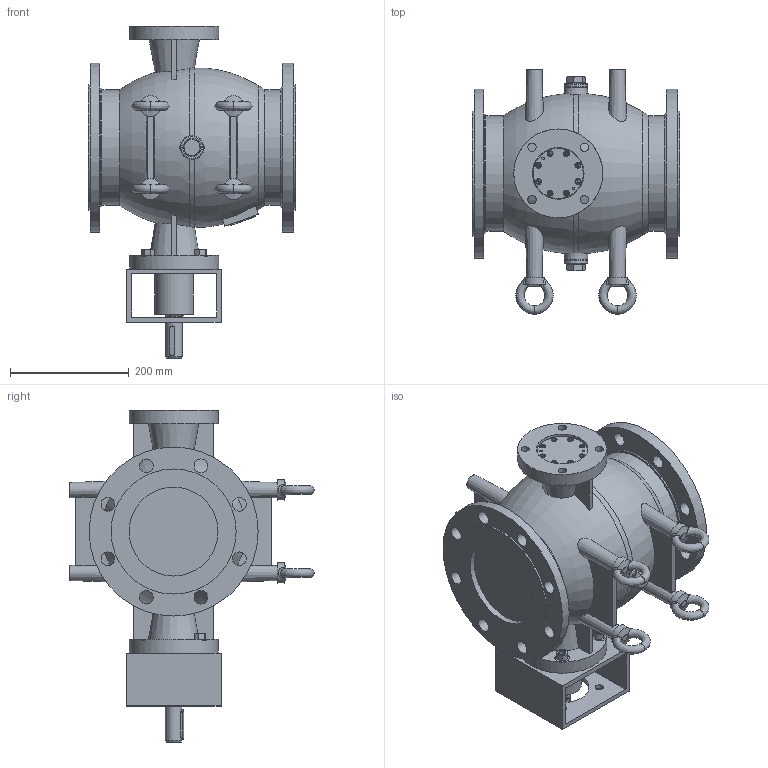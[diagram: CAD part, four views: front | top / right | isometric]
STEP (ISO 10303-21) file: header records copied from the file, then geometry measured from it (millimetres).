
FILE_DESCRIPTION (( 'STEP AP214' ), '1' );
FILE_NAME ('6 DN 150 PN16 PLUNGER.STEP', '2026-04-03T13:09:12', ( '' ), ( '' ), 'SwSTEP 2.0', 'SolidWorks 2025', '' );
FILE_SCHEMA (( 'AUTOMOTIVE_DESIGN' ));
Length unit declared in the file: millimetre
Products named in the file (14): 6 DN 150 PN16 Bottom Cap; 6 DN 150 PN16 Stem Mach; B3.19.12.02; B18.3.1M - 5 x 0.8 x 16 Hex SHCS -- 16NHX_B18.3.1M - 5 x 0.8 x 16 Hex SHCS -- 16NHX; KEY for Coupler; 6 DN 150 PN16 Gland; Eyebolt DIN 358-M16-N_Eyebolt DIN 358-M16-N; 6 DN 150 PN16 Body Mach; B18.2.4.1M - Hex nut, Style 1,  M12 x 1.75 --D-N_B18.2.4.1M - Hex nut, Style 1,  M12 x 1.75 --D-N; 6 DN 150 Metal Gasket; KEY 2; 6 DN 150 Drin Plug; RV.XXX.15D.1401.0150.C.B.04; 6 DN 150 PN16 PLUNGER
Assembly tree (35 placements, depth 2):
  6 DN 150 PN16 PLUNGER
    6 DN 150 PN16 Body Mach
    6 DN 150 PN16 Bottom Cap
    B18.3.1M - 5 x 0.8 x 16 Hex SHCS -- 16NHX_B18.3.1M - 5 x 0.8 x 16 Hex SHCS -- 16NHX  x16
    6 DN 150 PN16 Gland
    6 DN 150 Metal Gasket  x2
    6 DN 150 Drin Plug  x2
    KEY 2
    6 DN 150 PN16 Stem Mach
    B3.19.12.02
    RV.XXX.15D.1401.0150.C.B.04
    KEY for Coupler
    B18.2.4.1M - Hex nut, Style 1,  M12 x 1.75 --D-N_B18.2.4.1M - Hex nut, Style 1,  M12 x 1.75 --D-N  x3
    Eyebolt DIN 358-M16-N_Eyebolt DIN 358-M16-N  x4
Bounding box: 350 x 411.99 x 560 mm (x, y, z)
Volume: 18377521.2 mm3; surface area: 1079446.7 mm2
Topology: 35 solids, 35 shells, 1221 faces, 2862 edges, 1821 vertices
Faces by surface type: plane 680, cylinder 225, cone 180, bspline 77, torus 59
Full cylindrical faces by diameter (mm): 4.2 x20, 5 x16, 5.5 x16, 8.5 x24, 10 x16, 10.2 x4, 12 x3, 13 x4, 14 x16, 16 x4, 18.974 x2, 23 x16, 24.95 x8, 27.9 x1, 30 x2, 31.177 x2, 33 x2, 33.5 x2, 35 x4, 39 x4, 40 x1, 40.1 x3, 45.6 x2, 47 x2, 55 x1, 57.4 x2, 62.9 x4, 63 x2, 65 x1, 85 x2
Entity records: 27829 total; most frequent: CARTESIAN_POINT 10905, DIRECTION 3223, ORIENTED_EDGE 3024, EDGE_CURVE 1512, EDGE_LOOP 1228, AXIS2_PLACEMENT_3D 1203, VERTEX_POINT 1118, FACE_OUTER_BOUND 949
